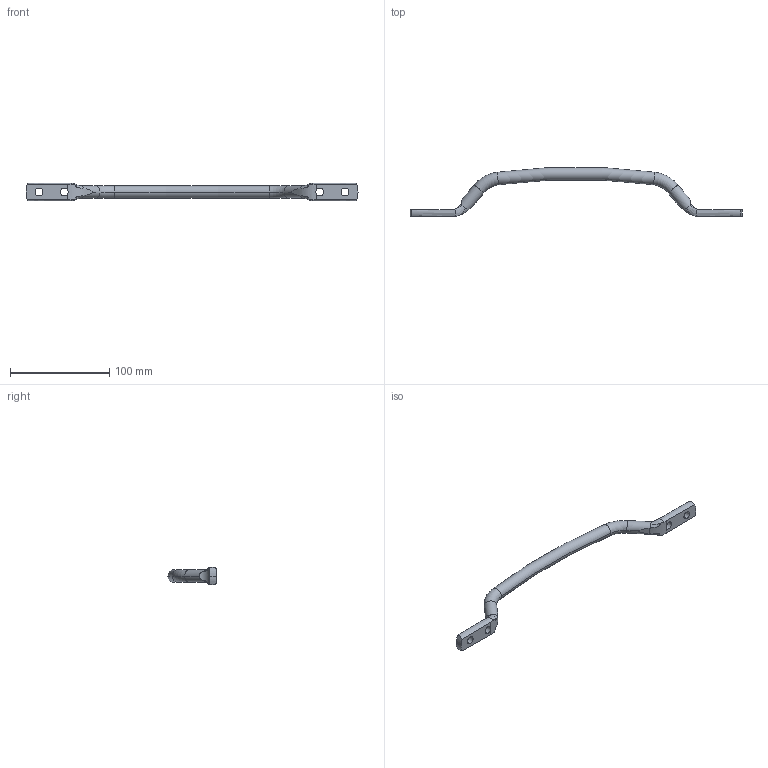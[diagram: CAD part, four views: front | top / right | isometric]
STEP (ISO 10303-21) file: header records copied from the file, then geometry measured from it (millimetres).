
FILE_DESCRIPTION (( 'STEP AP214' ), '1' );
FILE_NAME ('02941 Handrail Aluminium 308mm.STEP', '2025-01-09T21:14:36', ( '' ), ( '' ), 'SwSTEP 2.0', 'SolidWorks 2024', '' );
FILE_SCHEMA (( 'AUTOMOTIVE_DESIGN' ));
Length unit declared in the file: millimetre
Products named in the file (1): 02941 Handrail Aluminium 308mm
Bounding box: 335 x 49.4 x 17.96 mm (x, y, z)
Volume: 43247.4 mm3; surface area: 15555.7 mm2
Topology: 1 solids, 1 shells, 62 faces, 172 edges, 108 vertices
Faces by surface type: cylinder 20, bspline 18, cone 10, plane 8, torus 6
Entity records: 3915 total; most frequent: CARTESIAN_POINT 2437, ORIENTED_EDGE 344, DIRECTION 260, EDGE_CURVE 172, AXIS2_PLACEMENT_3D 113, VERTEX_POINT 108, CIRCLE 68, EDGE_LOOP 66
